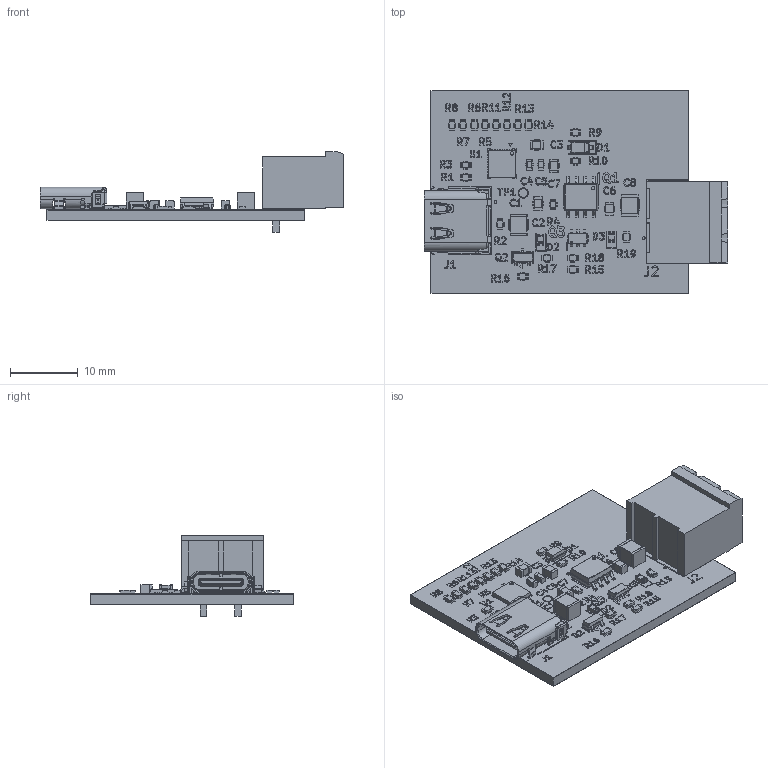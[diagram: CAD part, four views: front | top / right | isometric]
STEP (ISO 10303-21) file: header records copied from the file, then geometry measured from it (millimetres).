
FILE_DESCRIPTION(('KiCad electronic assembly'),'2;1');
FILE_NAME('USB-PD-Trigger-Board.step','2026-01-22T02:23:28',('Pcbnew'),( 'Kicad'),'Open CASCADE STEP processor 7.8','KiCad to STEP converter' ,'Unknown');
FILE_SCHEMA(('AUTOMOTIVE_DESIGN { 1 0 10303 214 1 1 1 1 }'));
Length unit declared in the file: millimetre
Products named in the file (26): USB-PD-Trigger-Board 2; R_0603_1608Metric; kicad_embedded_E6A6388A7E4A7C5F00E6816E99229DAE; Body; PinsArrayLR; D_0603_1608Metric; C_1210_3225Metric; 796638-2; C_0603_1608Metric; D_SOD-123; USB4056-03-A_REVA2; NONE_10; C_0805_2012Metric; kicad_embedded_FF0D0722AAAD215EE964271CB176CA17; SOT-23; CYPD3177-24LQXQT; ThermalPin; PinsArrayTB; USB-PD-Trigger-Board_silkscreen; USB-PD-Trigger-Board_soldermask; USB-PD-Trigger-Board_PCB
Assembly tree (49 placements, depth 3):
  USB-PD-Trigger-Board 2
    R_0603_1608Metric  x19
    kicad_embedded_E6A6388A7E4A7C5F00E6816E99229DAE
      Body
      PinsArrayLR
    D_0603_1608Metric  x2
    C_1210_3225Metric  x2
    796638-2
    C_0603_1608Metric  x2
    D_SOD-123
    USB4056-03-A_REVA2
      NONE_10
    C_0805_2012Metric  x4
    kicad_embedded_FF0D0722AAAD215EE964271CB176CA17
      Body
      PinsArrayLR
    SOT-23
    CYPD3177-24LQXQT
      Body
      ThermalPin
      PinsArrayLR
      PinsArrayTB
    USB-PD-Trigger-Board_silkscreen
    USB-PD-Trigger-Board_soldermask
    USB-PD-Trigger-Board_soldermask
    USB-PD-Trigger-Board_PCB
Bounding box: 44.8 x 29.9 x 11.85 mm (x, y, z)
Volume: 2565.9 mm3; surface area: 6953 mm2
Topology: 76 solids, 239 shells, 2484 faces, 8377 edges, 6234 vertices
Faces by surface type: plane 1710, cylinder 680, cone 42, bspline 40, torus 9, revolution 3
Full cylindrical faces by diameter (mm): 0.2 x1, 0.4 x12, 0.487 x1, 0.5 x1, 0.65 x1, 1.4 x2
Entity records: 81482 total; most frequent: CARTESIAN_POINT 17311, ORIENTED_EDGE 11100, DIRECTION 10915, EDGE_CURVE 6685, VERTEX_POINT 5130, LINE 4546, VECTOR 4546, AXIS2_PLACEMENT_3D 3183
